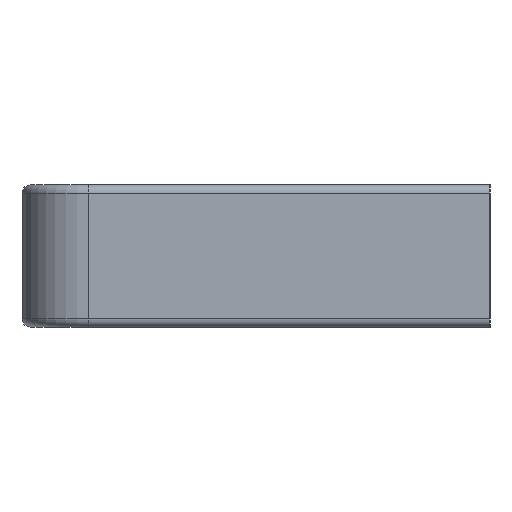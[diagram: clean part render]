
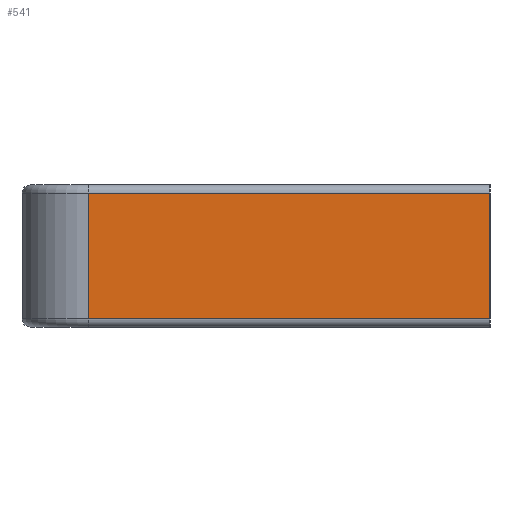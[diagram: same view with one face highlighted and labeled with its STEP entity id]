
A CAD part, left-side view. The second image highlights one B-rep face of the part: STEP entity #541.
In plain terms, the highlighted planar face has unit normal (-1, 0, 0).
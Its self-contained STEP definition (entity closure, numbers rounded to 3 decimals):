
#32=PLANE('',#626);
#73=FACE_OUTER_BOUND('',#107,.T.);
#107=EDGE_LOOP('',(#471,#472,#473,#474));
#125=LINE('',#867,#165);
#145=LINE('',#961,#185);
#152=LINE('',#977,#192);
#153=LINE('',#980,#193);
#165=VECTOR('',#692,10.);
#185=VECTOR('',#766,10.);
#192=VECTOR('',#783,10.);
#193=VECTOR('',#788,10.);
#250=VERTEX_POINT('',#864);
#251=VERTEX_POINT('',#866);
#274=VERTEX_POINT('',#956);
#278=VERTEX_POINT('',#976);
#304=EDGE_CURVE('',#251,#250,#125,.T.);
#341=EDGE_CURVE('',#251,#274,#145,.T.);
#349=EDGE_CURVE('',#274,#278,#152,.T.);
#351=EDGE_CURVE('',#278,#250,#153,.T.);
#471=ORIENTED_EDGE('',*,*,#341,.F.);
#472=ORIENTED_EDGE('',*,*,#304,.T.);
#473=ORIENTED_EDGE('',*,*,#351,.F.);
#474=ORIENTED_EDGE('',*,*,#349,.F.);
#541=ADVANCED_FACE('',(#73),#32,.T.);
#626=AXIS2_PLACEMENT_3D('',#979,#786,#787);
#692=DIRECTION('',(0.,0.,1.));
#766=DIRECTION('',(0.,1.,0.));
#783=DIRECTION('',(0.,0.,1.));
#786=DIRECTION('center_axis',(-1.,0.,0.));
#787=DIRECTION('ref_axis',(0.,-1.,0.));
#788=DIRECTION('',(0.,-1.,0.));
#864=CARTESIAN_POINT('',(-100.,0.,8.));
#866=CARTESIAN_POINT('',(-100.,0.,0.5));
#867=CARTESIAN_POINT('',(-100.,0.,0.));
#956=CARTESIAN_POINT('',(-100.,24.,0.5));
#961=CARTESIAN_POINT('',(-100.,24.327,0.5));
#976=CARTESIAN_POINT('',(-100.,24.,8.));
#977=CARTESIAN_POINT('',(-100.,24.,0.));
#979=CARTESIAN_POINT('Origin',(-100.,28.,0.));
#980=CARTESIAN_POINT('',(-100.,24.327,8.));
